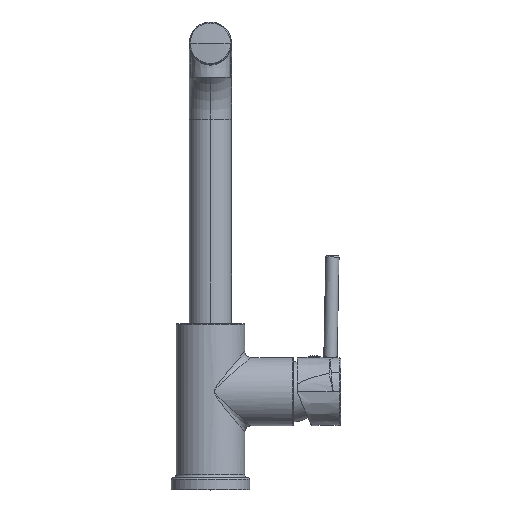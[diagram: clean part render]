
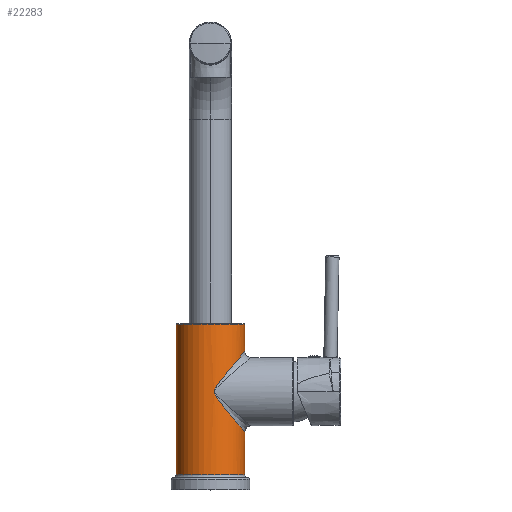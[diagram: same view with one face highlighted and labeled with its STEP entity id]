
A CAD part, top view. The second image highlights one B-rep face of the part: STEP entity #22283.
In plain terms, the highlighted cylindrical face has radius 22.75 mm (diameter 45.5 mm), a partial arc.
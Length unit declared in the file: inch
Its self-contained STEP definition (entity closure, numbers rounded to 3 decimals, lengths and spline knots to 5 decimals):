
#90=DIRECTION('',(0.,-1.,0.));
#91=VECTOR('',#90,3.91732);
#92=CARTESIAN_POINT('',(-0.89567,4.31102,0.));
#93=LINE('',#92,#91);
#94=DIRECTION('',(0.,-1.,0.));
#95=VECTOR('',#94,0.70472);
#96=CARTESIAN_POINT('',(0.89567,4.31102,0.));
#97=LINE('',#96,#95);
#98=DIRECTION('',(0.,-1.,0.));
#99=VECTOR('',#98,1.11811);
#100=CARTESIAN_POINT('',(0.89567,1.51181,
0.));
#101=LINE('',#100,#99);
#102=CARTESIAN_POINT('',(0.,0.3937,0.));
#103=DIRECTION('',(0.,1.,0.));
#104=DIRECTION('',(-1.,0.,0.));
#105=AXIS2_PLACEMENT_3D('',#102,#103,#104);
#107=CARTESIAN_POINT('',(0.,0.3937,0.));
#108=DIRECTION('',(0.,1.,0.));
#109=DIRECTION('',(-1.,0.,0.001));
#110=AXIS2_PLACEMENT_3D('',#107,#108,#109);
#127=CARTESIAN_POINT('',(0.,4.31102,0.));
#128=DIRECTION('',(0.,-1.,0.));
#129=DIRECTION('',(1.,0.,0.));
#130=AXIS2_PLACEMENT_3D('',#127,#128,#129);
#16306=CARTESIAN_POINT('',(0.89567,1.51181,
0.));
#16307=CARTESIAN_POINT('',(0.89567,1.51181,
0.02651));
#16308=CARTESIAN_POINT('',(0.89331,1.51461,
0.07998));
#16309=CARTESIAN_POINT('',(0.88245,1.52744,
0.16048));
#16310=CARTESIAN_POINT('',(0.86379,1.54951,
0.24186));
#16311=CARTESIAN_POINT('',(0.8365,1.5818,
0.32422));
#16312=CARTESIAN_POINT('',(0.79941,1.62571,
0.40754));
#16313=CARTESIAN_POINT('',(0.75131,1.68268,
0.49095));
#16314=CARTESIAN_POINT('',(0.69006,1.75531,
0.57443));
#16315=CARTESIAN_POINT('',(0.61596,1.84337,
0.65276));
#16316=CARTESIAN_POINT('',(0.54937,1.92272,
0.70886));
#16317=CARTESIAN_POINT('',(0.48797,1.99615,
0.75216));
#16318=CARTESIAN_POINT('',(0.43207,2.06331,
0.78534));
#16319=CARTESIAN_POINT('',(0.38112,2.1249,
0.81113));
#16320=CARTESIAN_POINT('',(0.33482,2.18134,
0.83118));
#16321=CARTESIAN_POINT('',(0.29279,2.23317,
0.84681));
#16322=CARTESIAN_POINT('',(0.25472,2.28085,
0.85896));
#16323=CARTESIAN_POINT('',(0.22039,2.32484,
0.86835));
#16324=CARTESIAN_POINT('',(0.18963,2.36556,
0.87553));
#16325=CARTESIAN_POINT('',(0.16243,2.40342,
0.88094));
#16326=CARTESIAN_POINT('',(0.13894,2.43878,
0.88492));
#16327=CARTESIAN_POINT('',(0.11959,2.47199,
0.8877));
#16328=CARTESIAN_POINT('',(0.10509,2.50325,
0.88951));
#16329=CARTESIAN_POINT('',(0.09645,2.53257,
0.89047));
#16330=CARTESIAN_POINT('',(0.09387,2.55889,
0.89074));
#16331=CARTESIAN_POINT('',(0.09638,2.58521,
0.89047));
#16332=CARTESIAN_POINT('',(0.10496,2.61453,
0.88952));
#16333=CARTESIAN_POINT('',(0.11942,2.64582,
0.88773));
#16334=CARTESIAN_POINT('',(0.13876,2.67904,
0.88494));
#16335=CARTESIAN_POINT('',(0.16224,2.71442,
0.88098));
#16336=CARTESIAN_POINT('',(0.18945,2.7523,
0.87557));
#16337=CARTESIAN_POINT('',(0.22021,2.79304,
0.86839));
#16338=CARTESIAN_POINT('',(0.25455,2.83704,
0.85901));
#16339=CARTESIAN_POINT('',(0.29263,2.88474,
0.84687));
#16340=CARTESIAN_POINT('',(0.33468,2.93659,
0.83124));
#16341=CARTESIAN_POINT('',(0.381,2.99306,
0.81118));
#16342=CARTESIAN_POINT('',(0.43197,3.05468,
0.7854));
#16343=CARTESIAN_POINT('',(0.48789,3.12187,
0.75221));
#16344=CARTESIAN_POINT('',(0.54931,3.19532,
0.70891));
#16345=CARTESIAN_POINT('',(0.61593,3.27471,
0.65279));
#16346=CARTESIAN_POINT('',(0.69007,3.3628,
0.57443));
#16347=CARTESIAN_POINT('',(0.75131,3.43542,
0.49095));
#16348=CARTESIAN_POINT('',(0.79941,3.4924,
0.40754));
#16349=CARTESIAN_POINT('',(0.8365,3.53631,
0.32422));
#16350=CARTESIAN_POINT('',(0.86379,3.5686,
0.24186));
#16351=CARTESIAN_POINT('',(0.88245,3.59067,
0.16048));
#16352=CARTESIAN_POINT('',(0.89331,3.6035,
0.07998));
#16353=CARTESIAN_POINT('',(0.89567,3.6063,
0.02651));
#16354=CARTESIAN_POINT('',(0.89567,3.6063,
0.));
#16366=CARTESIAN_POINT('',(0.89567,3.6063,
0.));
#17751=CARTESIAN_POINT('',(-0.89567,0.3937,0.));
#17753=VERTEX_POINT('',#17751);
#17754=CARTESIAN_POINT('',(0.89567,0.3937,0.));
#17755=VERTEX_POINT('',#17754);
#17756=CARTESIAN_POINT('',(0.89567,1.51181,
0.));
#17757=VERTEX_POINT('',#17756);
#17758=VERTEX_POINT('',#16366);
#17759=CARTESIAN_POINT('',(0.89567,4.31102,0.));
#17760=VERTEX_POINT('',#17759);
#17761=CARTESIAN_POINT('',(-0.89567,4.31102,0.));
#17762=VERTEX_POINT('',#17761);
#17763=CARTESIAN_POINT('',(-0.89567,0.3937,
0.00078));
#17764=VERTEX_POINT('',#17763);
#22265=CARTESIAN_POINT('',(0.,4.54724,0.));
#22266=DIRECTION('',(0.,-1.,0.));
#22267=DIRECTION('',(-1.,0.,0.));
#22268=AXIS2_PLACEMENT_3D('',#22265,#22266,#22267);
#22269=CYLINDRICAL_SURFACE('',#22268,0.89567);
#22271=ORIENTED_EDGE('',*,*,#22270,.F.);
#22273=ORIENTED_EDGE('',*,*,#22272,.F.);
#22274=ORIENTED_EDGE('',*,*,#22260,.F.);
#22276=ORIENTED_EDGE('',*,*,#22275,.F.);
#22277=ORIENTED_EDGE('',*,*,#22256,.T.);
#22279=ORIENTED_EDGE('',*,*,#22278,.F.);
#22280=ORIENTED_EDGE('',*,*,#22252,.T.);
#22281=EDGE_LOOP('',(#22271,#22273,#22274,#22276,#22277,#22279,#22280));
#22282=FACE_OUTER_BOUND('',#22281,.F.);
#22283=ADVANCED_FACE('',(#22282),#22269,.T.);
#106=CIRCLE('',#105,0.89567);
#111=CIRCLE('',#110,0.89567);
#131=CIRCLE('',#130,0.89567);
#16355=B_SPLINE_CURVE_WITH_KNOTS('',3,(#16306,#16307,#16308,#16309,#16310,
#16311,#16312,#16313,#16314,#16315,#16316,#16317,#16318,#16319,#16320,#16321,
#16322,#16323,#16324,#16325,#16326,#16327,#16328,#16329,#16330,#16331,#16332,
#16333,#16334,#16335,#16336,#16337,#16338,#16339,#16340,#16341,#16342,#16343,
#16344,#16345,#16346,#16347,#16348,#16349,#16350,#16351,#16352,#16353,#16354),
.UNSPECIFIED.,.F.,.F.,(4,1,1,1,1,1,1,1,1,1,1,1,1,1,1,1,1,1,1,1,1,1,1,1,1,1,1,1,
1,1,1,1,1,1,1,1,1,1,1,1,1,1,1,1,1,1,4),(0.,0.02174,
0.04348,0.06522,0.08696,0.1087,
0.13043,0.15217,0.17391,0.19565,
0.21739,0.23913,0.26087,0.28261,
0.30435,0.32609,0.34783,0.36957,
0.3913,0.41304,0.43478,0.45652,
0.47826,0.5,0.52174,0.54348,0.56522,
0.58696,0.6087,0.63043,0.65217,
0.67391,0.69565,0.71739,0.73913,
0.76087,0.78261,0.80435,0.82609,
0.84783,0.86957,0.8913,0.91304,
0.93478,0.95652,0.97826,1.),.UNSPECIFIED.);
#22252=EDGE_CURVE('',#17757,#17755,#101,.T.);
#22256=EDGE_CURVE('',#17760,#17758,#97,.T.);
#22260=EDGE_CURVE('',#17762,#17753,#93,.T.);
#22270=EDGE_CURVE('',#17764,#17755,#111,.T.);
#22272=EDGE_CURVE('',#17753,#17764,#106,.T.);
#22275=EDGE_CURVE('',#17760,#17762,#131,.T.);
#22278=EDGE_CURVE('',#17757,#17758,#16355,.T.);
